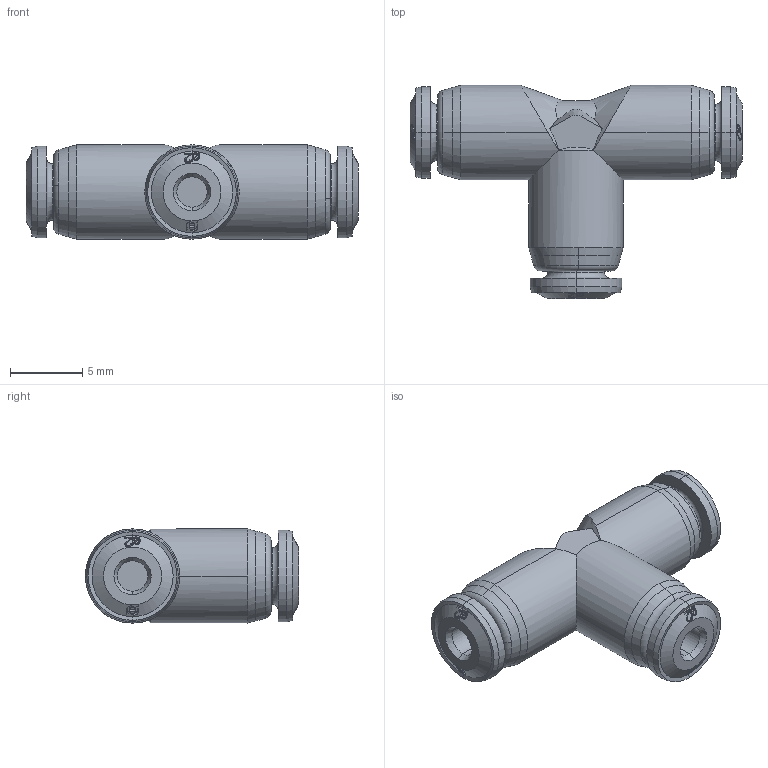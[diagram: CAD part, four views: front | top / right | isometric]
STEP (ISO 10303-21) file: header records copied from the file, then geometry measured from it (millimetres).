
FILE_DESCRIPTION (( 'STEP AP214' ), '1' );
FILE_NAME ('5623000001.step', '2012-10-22T17:00:55', ( '' ), ( '' ), 'SwSTEP 2.0', 'SolidWorks 2012', '' );
FILE_SCHEMA (( 'AUTOMOTIVE_DESIGN' ));
Length unit declared in the file: millimetre
Products named in the file (1): 5623000001
Bounding box: 22.9 x 14.7 x 6.5 mm (x, y, z)
Volume: 900.1 mm3; surface area: 847.5 mm2
Topology: 1 solids, 1 shells, 294 faces, 776 edges, 505 vertices
Faces by surface type: bspline 157, cone 76, cylinder 25, torus 18, plane 18
Entity records: 17339 total; most frequent: CARTESIAN_POINT 8242, ORIENTED_EDGE 1552, EDGE_CURVE 776, DIRECTION 640, B_SPLINE_CURVE_WITH_KNOTS 540, VERTEX_POINT 505, EDGE_LOOP 315, UNCERTAINTY_MEASURE_WITH_UNIT 297
